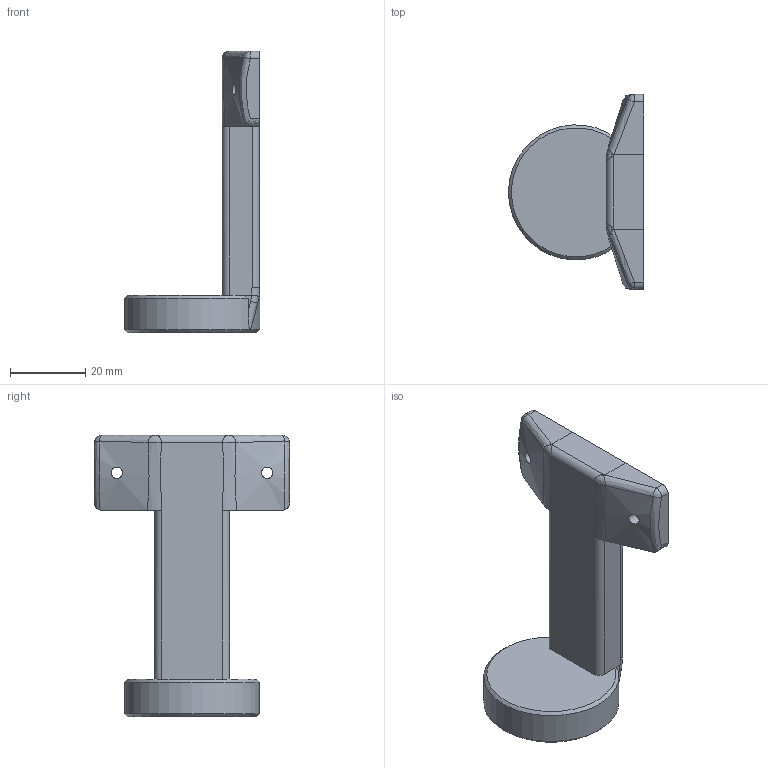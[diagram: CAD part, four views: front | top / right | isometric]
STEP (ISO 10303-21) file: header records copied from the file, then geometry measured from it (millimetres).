
FILE_DESCRIPTION(('FreeCAD Model'),'2;1');
FILE_NAME('Open CASCADE Shape Model','2023-09-01T00:38:25',(''),(''), 'Open CASCADE STEP processor 7.6','FreeCAD','Unknown');
FILE_SCHEMA(('AUTOMOTIVE_DESIGN { 1 0 10303 214 1 1 1 1 }'));
Length unit declared in the file: millimetre
Products named in the file (1): RaspiCam-Holder
Bounding box: 36 x 52 x 75 mm (x, y, z)
Volume: 27348 mm3; surface area: 8556.2 mm2
Topology: 1 solids, 1 shells, 86 faces, 211 edges, 122 vertices
Faces by surface type: bspline 50, cylinder 18, plane 12, cone 6
Full cylindrical faces by diameter (mm): 3 x2, 5 x3, 6.35 x3
Entity records: 7957 total; most frequent: CARTESIAN_POINT 6457, ORIENTED_EDGE 408, EDGE_CURVE 204, DIRECTION 150, VERTEX_POINT 122, B_SPLINE_CURVE_WITH_KNOTS 111, FACE_BOUND 92, EDGE_LOOP 92
